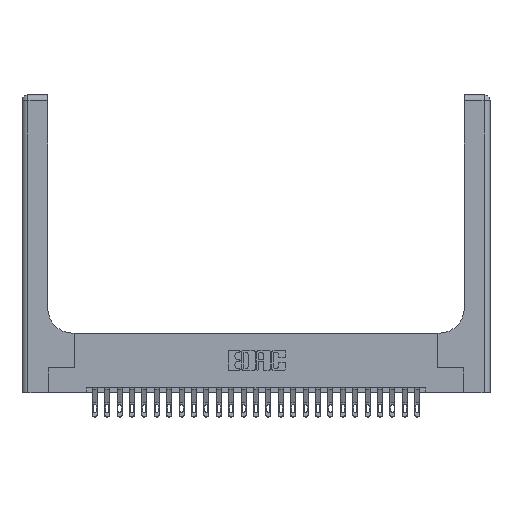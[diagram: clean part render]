
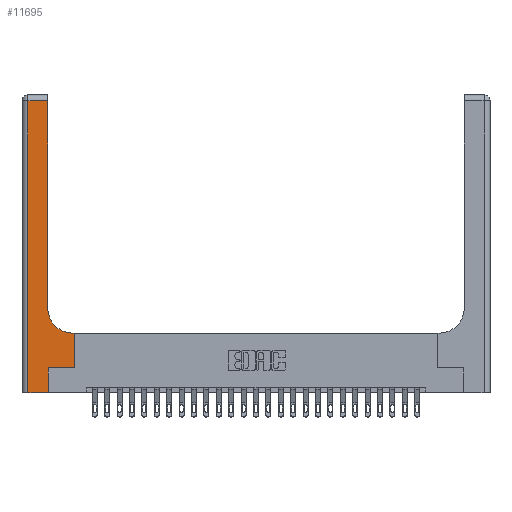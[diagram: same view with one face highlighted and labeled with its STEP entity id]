
A CAD part, top view. The second image highlights one B-rep face of the part: STEP entity #11695.
In plain terms, the highlighted planar face has unit normal (0, 0, 1).
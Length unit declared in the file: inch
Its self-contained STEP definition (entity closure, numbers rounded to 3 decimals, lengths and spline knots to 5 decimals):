
#272 = VECTOR ( 'NONE', #8022, 39.37008 ) ;
#326 = DIRECTION ( 'NONE',  ( 1., 0., 0. ) ) ;
#766 = LINE ( 'NONE', #13075, #9009 ) ;
#785 = CARTESIAN_POINT ( 'NONE',  ( 0.265, 0., 0.37 ) ) ;
#837 = EDGE_CURVE ( 'NONE', #20277, #876, #4920, .T. ) ;
#876 = VERTEX_POINT ( 'NONE', #21769 ) ;
#916 = VERTEX_POINT ( 'NONE', #18306 ) ;
#1065 = CARTESIAN_POINT ( 'NONE',  ( 0.26, 0.6, 0.37 ) ) ;
#1218 = CARTESIAN_POINT ( 'NONE',  ( 0., 0., 0.37 ) ) ;
#1472 = VERTEX_POINT ( 'NONE', #8617 ) ;
#1558 = EDGE_CURVE ( 'NONE', #19251, #19950, #15834, .T. ) ;
#1826 = EDGE_CURVE ( 'NONE', #15180, #20277, #4892, .T. ) ;
#1846 = PLANE ( 'NONE',  #9646 ) ;
#2155 = EDGE_CURVE ( 'NONE', #1472, #15180, #23379, .T. ) ;
#2347 = DIRECTION ( 'NONE',  ( 0., 0., -1. ) ) ;
#2735 = LINE ( 'NONE', #1218, #23074 ) ;
#2740 = CARTESIAN_POINT ( 'NONE',  ( 0.528, 0.25, 0.37 ) ) ;
#3237 = LINE ( 'NONE', #1065, #12963 ) ;
#3792 = CARTESIAN_POINT ( 'NONE',  ( 0.26, 2.94, 0.37 ) ) ;
#4237 = ORIENTED_EDGE ( 'NONE', *, *, #837, .T. ) ;
#4829 = ORIENTED_EDGE ( 'NONE', *, *, #5799, .T. ) ;
#4892 = LINE ( 'NONE', #13586, #23082 ) ;
#4920 = LINE ( 'NONE', #13873, #14606 ) ;
#5799 = EDGE_CURVE ( 'NONE', #6737, #19251, #16081, .T. ) ;
#5918 = CARTESIAN_POINT ( 'NONE',  ( 0.51, 0.85, 0.37 ) ) ;
#6244 = CARTESIAN_POINT ( 'NONE',  ( 0.528, 0.25, 0.37 ) ) ;
#6286 = ORIENTED_EDGE ( 'NONE', *, *, #14583, .T. ) ;
#6554 = DIRECTION ( 'NONE',  ( -1., 0., 0. ) ) ;
#6737 = VERTEX_POINT ( 'NONE', #20256 ) ;
#7269 = VECTOR ( 'NONE', #18068, 39.37008 ) ;
#8006 = EDGE_CURVE ( 'NONE', #876, #916, #766, .T. ) ;
#8022 = DIRECTION ( 'NONE',  ( 0., 1., 0. ) ) ;
#8267 = DIRECTION ( 'NONE',  ( 1., 0., 0. ) ) ;
#8617 = CARTESIAN_POINT ( 'NONE',  ( 0.51, 0.6, 0.37 ) ) ;
#9009 = VECTOR ( 'NONE', #9172, 39.37008 ) ;
#9062 = LINE ( 'NONE', #21261, #7269 ) ;
#9078 = VECTOR ( 'NONE', #8267, 39.37008 ) ;
#9172 = DIRECTION ( 'NONE',  ( 0., -1., 0. ) ) ;
#9610 = CARTESIAN_POINT ( 'NONE',  ( 0.265, 0.25, 0.37 ) ) ;
#9646 = AXIS2_PLACEMENT_3D ( 'NONE', #14162, #2347, #6554 ) ;
#9867 = VERTEX_POINT ( 'NONE', #785 ) ;
#10541 = CARTESIAN_POINT ( 'NONE',  ( 0.528, 0.6, 0.37 ) ) ;
#11584 = CARTESIAN_POINT ( 'NONE',  ( 0.26, 0.85, 0.37 ) ) ;
#11695 = ADVANCED_FACE ( 'NONE', ( #13699 ), #1846, .F. ) ;
#12799 = DIRECTION ( 'NONE',  ( 1., 0., 0. ) ) ;
#12963 = VECTOR ( 'NONE', #20523, 39.37008 ) ;
#13075 = CARTESIAN_POINT ( 'NONE',  ( 0.06, 3., 0.37 ) ) ;
#13586 = CARTESIAN_POINT ( 'NONE',  ( 0.26, 3., 0.37 ) ) ;
#13699 = FACE_OUTER_BOUND ( 'NONE', #24231, .T. ) ;
#13873 = CARTESIAN_POINT ( 'NONE',  ( 0., 2.94, 0.37 ) ) ;
#14162 = CARTESIAN_POINT ( 'NONE',  ( 0., 3., 0.37 ) ) ;
#14252 = ORIENTED_EDGE ( 'NONE', *, *, #22832, .T. ) ;
#14583 = EDGE_CURVE ( 'NONE', #19950, #1472, #3237, .T. ) ;
#14606 = VECTOR ( 'NONE', #15925, 39.37008 ) ;
#15180 = VERTEX_POINT ( 'NONE', #11584 ) ;
#15764 = DIRECTION ( 'NONE',  ( 0., 0., -1. ) ) ;
#15834 = LINE ( 'NONE', #6244, #272 ) ;
#15925 = DIRECTION ( 'NONE',  ( -1., 0., 0. ) ) ;
#16081 = LINE ( 'NONE', #9610, #9078 ) ;
#17158 = ORIENTED_EDGE ( 'NONE', *, *, #8006, .T. ) ;
#17209 = ORIENTED_EDGE ( 'NONE', *, *, #1558, .T. ) ;
#17415 = DIRECTION ( 'NONE',  ( 0., 1., 0. ) ) ;
#18068 = DIRECTION ( 'NONE',  ( 0., 1., 0. ) ) ;
#18306 = CARTESIAN_POINT ( 'NONE',  ( 0.06, 0., 0.37 ) ) ;
#18633 = ORIENTED_EDGE ( 'NONE', *, *, #1826, .T. ) ;
#19251 = VERTEX_POINT ( 'NONE', #2740 ) ;
#19950 = VERTEX_POINT ( 'NONE', #10541 ) ;
#20256 = CARTESIAN_POINT ( 'NONE',  ( 0.265, 0.25, 0.37 ) ) ;
#20277 = VERTEX_POINT ( 'NONE', #3792 ) ;
#20523 = DIRECTION ( 'NONE',  ( -1., 0., 0. ) ) ;
#20978 = ORIENTED_EDGE ( 'NONE', *, *, #2155, .T. ) ;
#21261 = CARTESIAN_POINT ( 'NONE',  ( 0.265, 0., 0.37 ) ) ;
#21568 = ORIENTED_EDGE ( 'NONE', *, *, #24334, .T. ) ;
#21769 = CARTESIAN_POINT ( 'NONE',  ( 0.06, 2.94, 0.37 ) ) ;
#22832 = EDGE_CURVE ( 'NONE', #916, #9867, #2735, .T. ) ;
#23074 = VECTOR ( 'NONE', #12799, 39.37008 ) ;
#23082 = VECTOR ( 'NONE', #17415, 39.37008 ) ;
#23379 = CIRCLE ( 'NONE', #23395, 0.25 ) ;
#23395 = AXIS2_PLACEMENT_3D ( 'NONE', #5918, #15764, #326 ) ;
#24231 = EDGE_LOOP ( 'NONE', ( #18633, #4237, #17158, #14252, #21568, #4829, #17209, #6286, #20978 ) ) ;
#24334 = EDGE_CURVE ( 'NONE', #9867, #6737, #9062, .T. ) ;
